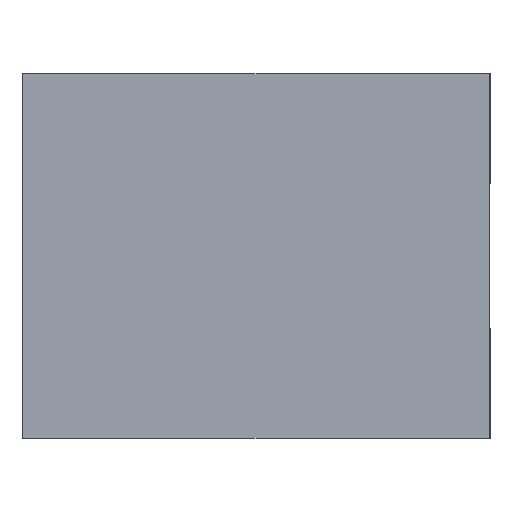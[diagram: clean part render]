
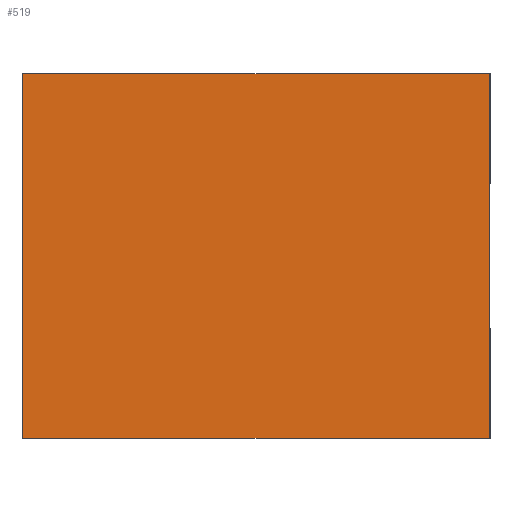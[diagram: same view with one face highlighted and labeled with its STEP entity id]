
A CAD part, top view. The second image highlights one B-rep face of the part: STEP entity #519.
In plain terms, the highlighted planar face has unit normal (0, 0, 1).
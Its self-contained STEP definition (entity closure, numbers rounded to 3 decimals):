
#11 = CARTESIAN_POINT ( 'NONE',  ( -1.6, 1.25, 0.8 ) ) ;
#22 = VECTOR ( 'NONE', #421, 1000. ) ;
#58 = VERTEX_POINT ( 'NONE', #288 ) ;
#113 = VERTEX_POINT ( 'NONE', #788 ) ;
#163 = EDGE_CURVE ( 'NONE', #58, #568, #499, .T. ) ;
#217 = DIRECTION ( 'NONE',  ( -1., 0., 0. ) ) ;
#232 = DIRECTION ( 'NONE',  ( 0., -1., 0. ) ) ;
#251 = ORIENTED_EDGE ( 'NONE', *, *, #768, .F. ) ;
#274 = ORIENTED_EDGE ( 'NONE', *, *, #163, .F. ) ;
#288 = CARTESIAN_POINT ( 'NONE',  ( -1.6, -1.25, 0.8 ) ) ;
#299 = LINE ( 'NONE', #951, #527 ) ;
#313 = ORIENTED_EDGE ( 'NONE', *, *, #506, .F. ) ;
#323 = VERTEX_POINT ( 'NONE', #567 ) ;
#388 = LINE ( 'NONE', #705, #602 ) ;
#421 = DIRECTION ( 'NONE',  ( 1., 0., 0. ) ) ;
#499 = LINE ( 'NONE', #968, #685 ) ;
#504 = LINE ( 'NONE', #664, #22 ) ;
#506 = EDGE_CURVE ( 'NONE', #323, #113, #388, .T. ) ;
#519 = ADVANCED_FACE ( 'NONE', ( #630 ), #955, .F. ) ;
#527 = VECTOR ( 'NONE', #217, 1000. ) ;
#567 = CARTESIAN_POINT ( 'NONE',  ( 1.6, 1.25, 0.8 ) ) ;
#568 = VERTEX_POINT ( 'NONE', #11 ) ;
#595 = DIRECTION ( 'NONE',  ( 0., 0., -1. ) ) ;
#602 = VECTOR ( 'NONE', #1038, 1000. ) ;
#630 = FACE_OUTER_BOUND ( 'NONE', #667, .T. ) ;
#664 = CARTESIAN_POINT ( 'NONE',  ( -1.6, 1.25, 0.8 ) ) ;
#667 = EDGE_LOOP ( 'NONE', ( #274, #251, #313, #769 ) ) ;
#685 = VECTOR ( 'NONE', #892, 1000. ) ;
#705 = CARTESIAN_POINT ( 'NONE',  ( 1.6, 1.25, 0.8 ) ) ;
#726 = CARTESIAN_POINT ( 'NONE',  ( 0., 0., 0.8 ) ) ;
#768 = EDGE_CURVE ( 'NONE', #113, #58, #299, .T. ) ;
#769 = ORIENTED_EDGE ( 'NONE', *, *, #938, .F. ) ;
#788 = CARTESIAN_POINT ( 'NONE',  ( 1.6, -1.25, 0.8 ) ) ;
#892 = DIRECTION ( 'NONE',  ( 0., 1., 0. ) ) ;
#895 = AXIS2_PLACEMENT_3D ( 'NONE', #726, #595, #232 ) ;
#938 = EDGE_CURVE ( 'NONE', #568, #323, #504, .T. ) ;
#951 = CARTESIAN_POINT ( 'NONE',  ( 1.6, -1.25, 0.8 ) ) ;
#955 = PLANE ( 'NONE',  #895 ) ;
#968 = CARTESIAN_POINT ( 'NONE',  ( -1.6, -1.25, 0.8 ) ) ;
#1038 = DIRECTION ( 'NONE',  ( 0., -1., 0. ) ) ;
